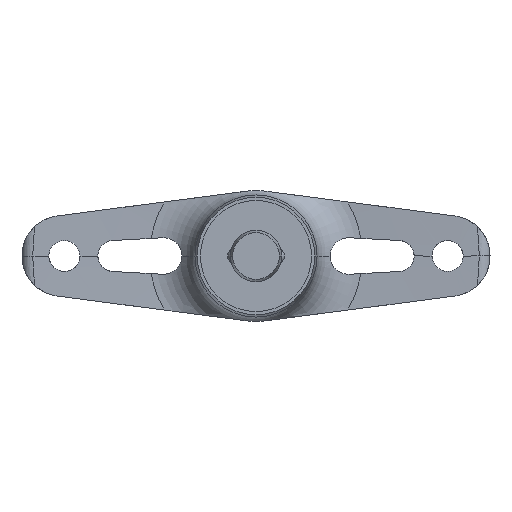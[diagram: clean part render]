
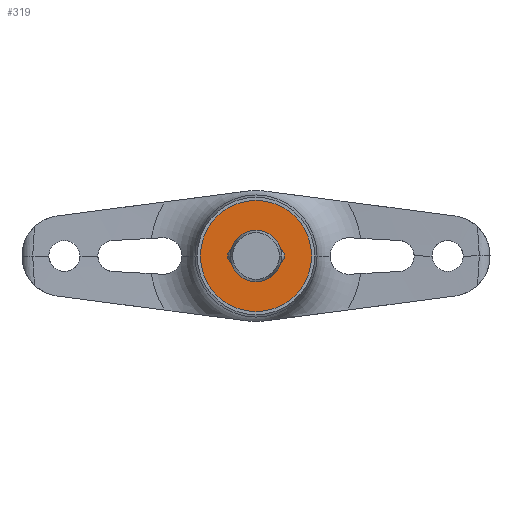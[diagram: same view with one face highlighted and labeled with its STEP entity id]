
A CAD part, front view. The second image highlights one B-rep face of the part: STEP entity #319.
In plain terms, the highlighted planar face has unit normal (0, -1, 0).
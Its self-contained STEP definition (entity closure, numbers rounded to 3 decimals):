
#319=ADVANCED_FACE('',(#641,#642),#643,.T.);
#641=FACE_BOUND('',#1039,.T.);
#642=FACE_OUTER_BOUND('',#1040,.T.);
#643=PLANE('',#1041);
#1039=EDGE_LOOP('',(#1950,#1951));
#1040=EDGE_LOOP('',(#1952,#1953));
#1041=AXIS2_PLACEMENT_3D('',#1954,#1955,#1956);
#1950=ORIENTED_EDGE('',*,*,#2240,.T.);
#1951=ORIENTED_EDGE('',*,*,#2263,.T.);
#1952=ORIENTED_EDGE('',*,*,#2085,.T.);
#1953=ORIENTED_EDGE('',*,*,#2398,.T.);
#1954=CARTESIAN_POINT('',(0.0,0.0,0.0));
#1955=DIRECTION('',(0.0,-1.0,0.));
#1956=DIRECTION('',(0.0,0.,1.0));
#2085=EDGE_CURVE('',#2507,#2504,#2508,.T.);
#2240=EDGE_CURVE('',#2763,#2761,#2764,.T.);
#2263=EDGE_CURVE('',#2761,#2763,#2793,.T.);
#2398=EDGE_CURVE('',#2504,#2507,#2953,.T.);
#2504=VERTEX_POINT('',#3236);
#2507=VERTEX_POINT('',#3240);
#2508=CIRCLE('',#3241,5.375);
#2761=VERTEX_POINT('',#4094);
#2763=VERTEX_POINT('',#4097);
#2764=CIRCLE('',#4098,2.5);
#2793=CIRCLE('',#4208,2.5);
#2953=CIRCLE('',#4688,5.375);
#3236=CARTESIAN_POINT('',(-5.375,0.,0.));
#3240=CARTESIAN_POINT('',(5.375,0.,0.));
#3241=AXIS2_PLACEMENT_3D('',#4861,#4862,#4863);
#4094=CARTESIAN_POINT('',(-2.5,0.,0.));
#4097=CARTESIAN_POINT('',(2.5,0.0,0.0));
#4098=AXIS2_PLACEMENT_3D('',#5079,#5080,#5081);
#4208=AXIS2_PLACEMENT_3D('',#5100,#5101,#5102);
#4688=AXIS2_PLACEMENT_3D('',#5239,#5240,#5241);
#4861=CARTESIAN_POINT('',(0.0,0.0,0.0));
#4862=DIRECTION('',(-0.0,-1.0,0.));
#4863=DIRECTION('',(-1.0,0.0,0.0));
#5079=CARTESIAN_POINT('',(0.0,0.0,0.0));
#5080=DIRECTION('',(-0.0,1.0,0.));
#5081=DIRECTION('',(1.0,0.0,0.0));
#5100=CARTESIAN_POINT('',(0.0,0.0,0.0));
#5101=DIRECTION('',(-0.0,1.0,0.));
#5102=DIRECTION('',(1.0,0.0,0.0));
#5239=CARTESIAN_POINT('',(0.0,0.0,0.0));
#5240=DIRECTION('',(-0.0,-1.0,0.));
#5241=DIRECTION('',(-1.0,0.0,0.0));
